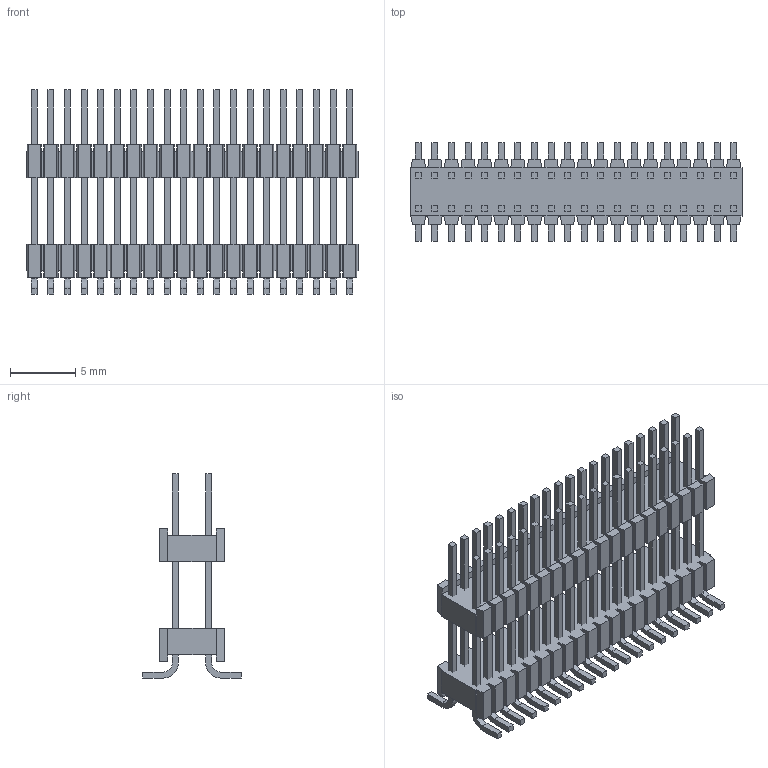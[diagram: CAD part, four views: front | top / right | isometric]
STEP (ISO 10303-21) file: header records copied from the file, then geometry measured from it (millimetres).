
FILE_DESCRIPTION(/* description */ (''),/* implementation_level */ '2;1');
FILE_NAME(/* name */ 'SAMTEC_HDWM-20-59-L-D-450-SM.stp',/* time_stamp */ '2017-07-18T12:35:06+02:00',/* author */ ('jchouvet'),/* organization */ (''),/* preprocessor_version */ 'ST-DEVELOPER v16.1',/* originating_system */ 'AutoCAD Mechanical',/* authorisation */ ' ');
FILE_SCHEMA (('AUTOMOTIVE_DESIGN { 1 0 10303 214 3 1 1 }'));
Length unit declared in the file: millimetre
Products named in the file (1): Product
Bounding box: 25.4 x 7.52 x 15.62 mm (x, y, z)
Volume: 658.4 mm3; surface area: 2340.5 mm2
Topology: 82 solids, 82 shells, 1132 faces, 2744 edges, 1776 vertices
Faces by surface type: plane 1052, cylinder 80
Entity records: 32273 total; most frequent: CARTESIAN_POINT 5653, ORIENTED_EDGE 5488, DIRECTION 5170, EDGE_CURVE 2744, LINE 2584, VECTOR 2584, VERTEX_POINT 1776, AXIS2_PLACEMENT_3D 1293
